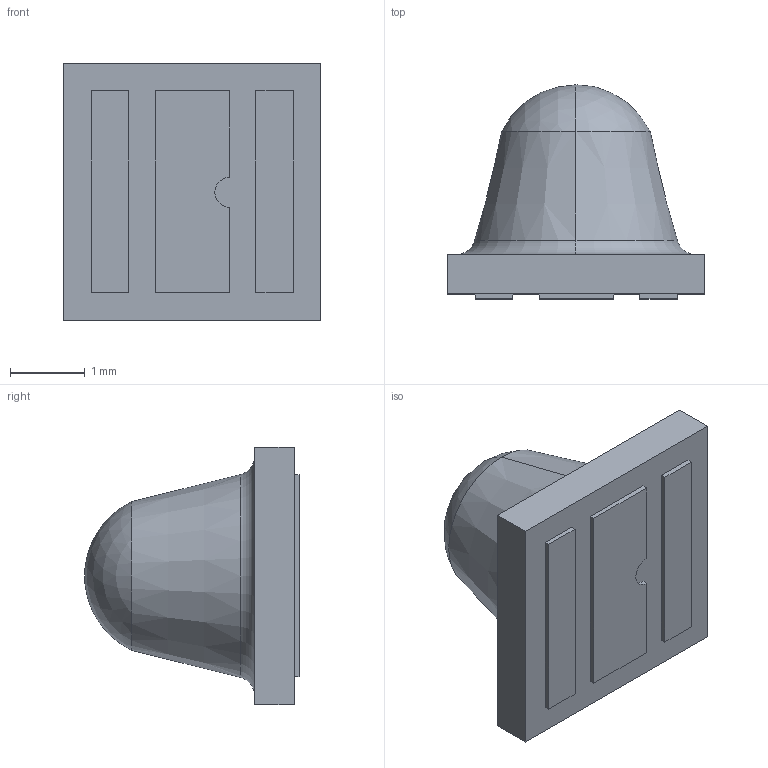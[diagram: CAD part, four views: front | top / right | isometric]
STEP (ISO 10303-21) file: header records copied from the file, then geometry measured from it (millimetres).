
FILE_DESCRIPTION (( 'STEP AP214' ), '1' );
FILE_NAME ('SST-08-UV-A40-D365-00.STEP', '2023-09-14T06:57:26', ( '' ), ( '' ), 'SwSTEP 2.0', 'SolidWorks 2021', '' );
FILE_SCHEMA (( 'AUTOMOTIVE_DESIGN' ));
Length unit declared in the file: millimetre
Products named in the file (2): SST-08-UV-A40-D365-00_SST-08-UV-A40-D365-00; SST-08-UV-A40-D365-00
Assembly tree (1 placements, depth 2):
  SST-08-UV-A40-D365-00
    SST-08-UV-A40-D365-00_SST-08-UV-A40-D365-00
Bounding box: 3.45 x 2.87 x 3.45 mm (x, y, z)
Volume: 15.3 mm3; surface area: 42.9 mm2
Topology: 1 solids, 1 shells, 29 faces, 65 edges, 42 vertices
Faces by surface type: plane 22, cone 2, sphere 2, torus 2, cylinder 1
Entity records: 952 total; most frequent: DIRECTION 142, CARTESIAN_POINT 140, ORIENTED_EDGE 130, EDGE_CURVE 65, LINE 54, VECTOR 54, AXIS2_PLACEMENT_3D 44, VERTEX_POINT 42
